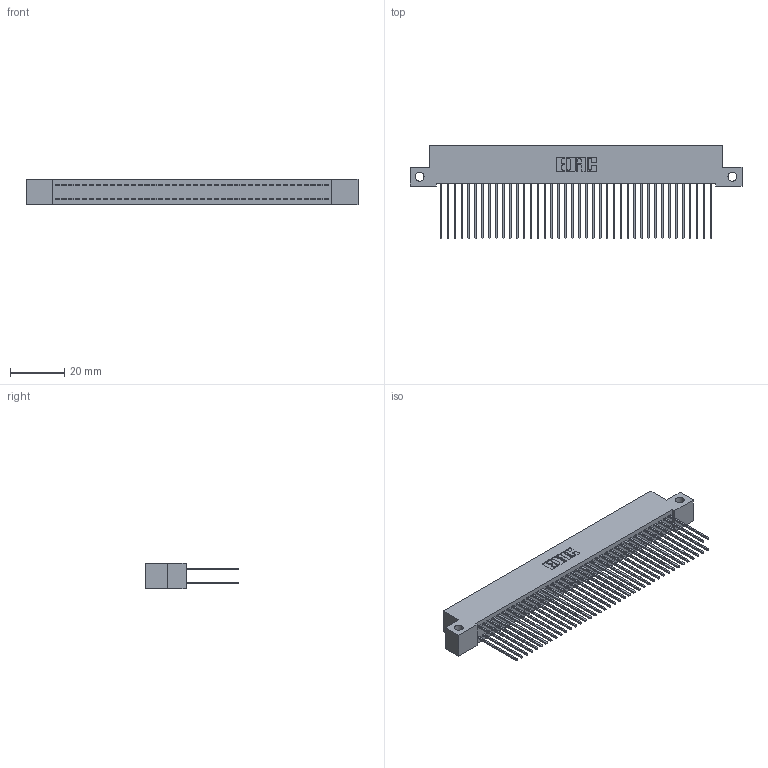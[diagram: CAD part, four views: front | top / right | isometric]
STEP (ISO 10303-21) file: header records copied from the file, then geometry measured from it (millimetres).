
FILE_DESCRIPTION (( 'STEP AP203' ), '1' );
FILE_NAME ('392-080-541-212.STEP', '2018-08-18T02:58:28', ( '' ), ( '' ), 'SwSTEP 2.0', 'SolidWorks 2016', '' );
FILE_SCHEMA (( 'CONFIG_CONTROL_DESIGN' ));
Length unit declared in the file: inch
Products named in the file (3): 342 Part_Side Mount; 345-292-001_345-293-141; 392-080-541-212
Assembly tree (81 placements, depth 2):
  392-080-541-212
    342 Part_Side Mount
    345-292-001_345-293-141  x80
Bounding box: 121.92 x 34.3 x 9.4 mm (x, y, z)
Volume: 11330.1 mm3; surface area: 20308.9 mm2
Topology: 81 solids, 81 shells, 4270 faces, 12699 edges, 8358 vertices
Faces by surface type: plane 2946, cylinder 1324
Entity records: 25881 total; most frequent: CARTESIAN_POINT 4290, ORIENTED_EDGE 4226, DIRECTION 3669, EDGE_CURVE 2113, VECTOR 1985, LINE 1985, VERTEX_POINT 1406, AXIS2_PLACEMENT_3D 842
